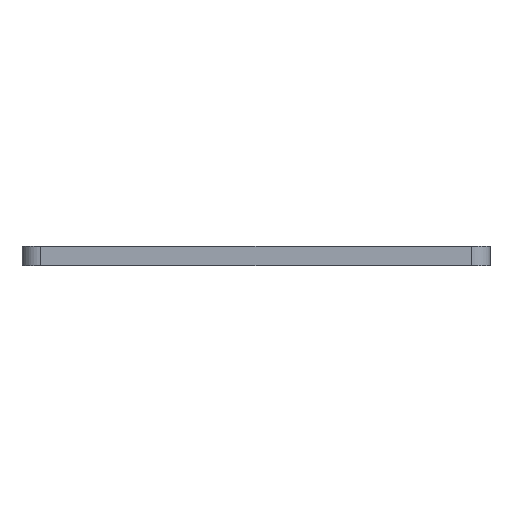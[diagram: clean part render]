
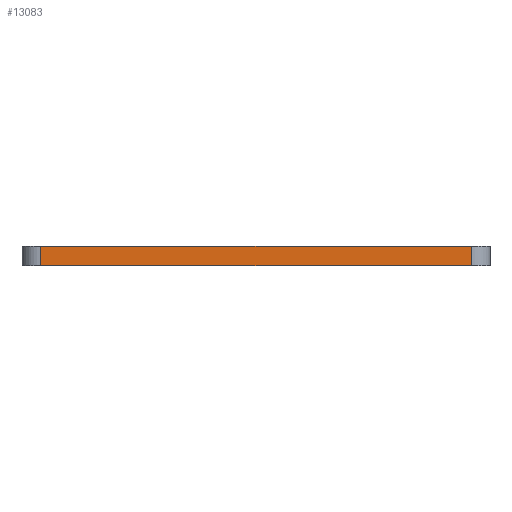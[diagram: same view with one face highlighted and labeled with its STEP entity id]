
A CAD part, front view. The second image highlights one B-rep face of the part: STEP entity #13083.
In plain terms, the highlighted planar face has unit normal (0, -1, 0).
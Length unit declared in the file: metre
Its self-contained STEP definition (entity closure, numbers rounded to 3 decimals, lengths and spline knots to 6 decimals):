
#323=LINE('',#17620,#1987);
#1687=LINE('',#20548,#3351);
#1688=LINE('',#20550,#3352);
#1689=LINE('',#20552,#3353);
#1987=VECTOR('',#14202,1.);
#3351=VECTOR('',#16938,1.);
#3352=VECTOR('',#16941,1.);
#3353=VECTOR('',#16942,1.);
#6778=ORIENTED_EDGE('',*,*,#7194,.F.);
#6779=ORIENTED_EDGE('',*,*,#8608,.F.);
#6780=ORIENTED_EDGE('',*,*,#8609,.T.);
#6781=ORIENTED_EDGE('',*,*,#8610,.T.);
#7194=EDGE_CURVE('',#8948,#8949,#323,.T.);
#8608=EDGE_CURVE('',#9818,#8948,#1687,.T.);
#8609=EDGE_CURVE('',#9818,#9819,#1688,.T.);
#8610=EDGE_CURVE('',#9819,#8949,#1689,.T.);
#8948=VERTEX_POINT('',#17619);
#8949=VERTEX_POINT('',#17621);
#9818=VERTEX_POINT('',#20547);
#9819=VERTEX_POINT('',#20551);
#10849=EDGE_LOOP('',(#6778,#6779,#6780,#6781));
#11799=FACE_BOUND('',#10849,.T.);
#12422=PLANE('',#13843);
#13083=ADVANCED_FACE('',(#11799),#12422,.T.);
#13843=AXIS2_PLACEMENT_3D('',#20549,#16939,#16940);
#14202=DIRECTION('',(1.,0.,0.));
#16938=DIRECTION('',(0.,0.,1.));
#16939=DIRECTION('',(0.,-1.,0.));
#16940=DIRECTION('',(0.,0.,-1.));
#16941=DIRECTION('',(1.,0.,0.));
#16942=DIRECTION('',(0.,0.,1.));
#17619=CARTESIAN_POINT('',(-0.029,-0.0315,0.0023));
#17620=CARTESIAN_POINT('',(0.,-0.0315,0.0023));
#17621=CARTESIAN_POINT('',(0.029,-0.0315,0.0023));
#20547=CARTESIAN_POINT('',(-0.029,-0.0315,-0.0003));
#20548=CARTESIAN_POINT('',(-0.029,-0.0315,-0.0003));
#20549=CARTESIAN_POINT('',(0.,-0.0315,-0.0003));
#20550=CARTESIAN_POINT('',(0.,-0.0315,-0.0003));
#20551=CARTESIAN_POINT('',(0.029,-0.0315,-0.0003));
#20552=CARTESIAN_POINT('',(0.029,-0.0315,-0.0003));
